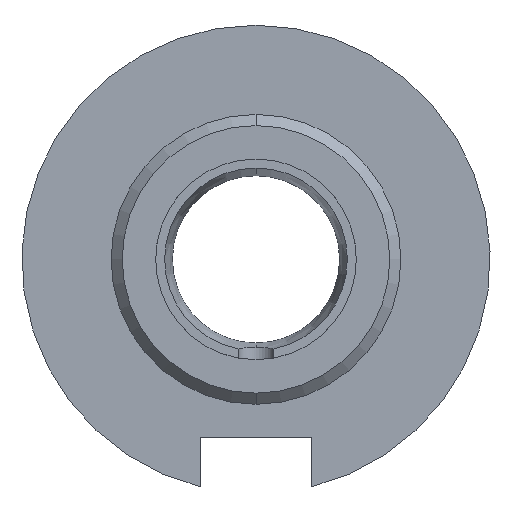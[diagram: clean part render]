
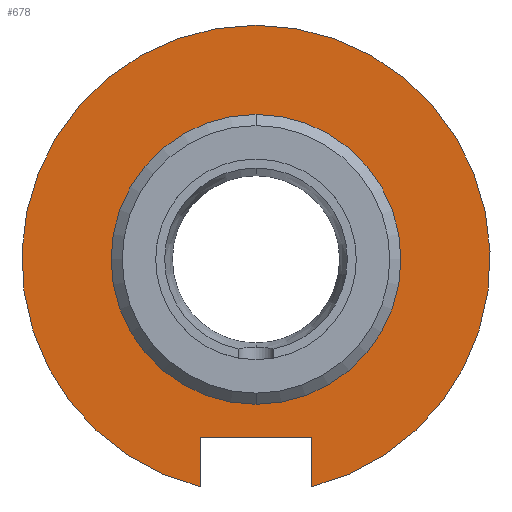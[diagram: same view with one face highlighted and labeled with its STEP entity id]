
A CAD part, front view. The second image highlights one B-rep face of the part: STEP entity #678.
In plain terms, the highlighted planar face has unit normal (0, -1, 0).
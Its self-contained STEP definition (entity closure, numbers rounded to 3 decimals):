
#10 = EDGE_CURVE ( 'NONE', #765, #347, #215, .T. ) ;
#51 = ORIENTED_EDGE ( 'NONE', *, *, #131, .F. ) ;
#65 = AXIS2_PLACEMENT_3D ( 'NONE', #932, #268, #632 ) ;
#76 = LINE ( 'NONE', #508, #704 ) ;
#84 = VERTEX_POINT ( 'NONE', #566 ) ;
#93 = CARTESIAN_POINT ( 'NONE',  ( 0., -1.5, 13. ) ) ;
#128 = AXIS2_PLACEMENT_3D ( 'NONE', #785, #354, #583 ) ;
#131 = EDGE_CURVE ( 'NONE', #333, #84, #812, .T. ) ;
#163 = AXIS2_PLACEMENT_3D ( 'NONE', #322, #460, #385 ) ;
#215 = LINE ( 'NONE', #501, #511 ) ;
#219 = CARTESIAN_POINT ( 'NONE',  ( 5., -1.5, -20.396 ) ) ;
#237 = VERTEX_POINT ( 'NONE', #219 ) ;
#248 = ORIENTED_EDGE ( 'NONE', *, *, #918, .F. ) ;
#255 = FACE_OUTER_BOUND ( 'NONE', #903, .T. ) ;
#257 = CARTESIAN_POINT ( 'NONE',  ( -5., -1.5, -16. ) ) ;
#268 = DIRECTION ( 'NONE',  ( 0., -1., 0. ) ) ;
#312 = ORIENTED_EDGE ( 'NONE', *, *, #318, .T. ) ;
#318 = EDGE_CURVE ( 'NONE', #765, #237, #409, .T. ) ;
#322 = CARTESIAN_POINT ( 'NONE',  ( -13., -1.5, 0. ) ) ;
#333 = VERTEX_POINT ( 'NONE', #93 ) ;
#347 = VERTEX_POINT ( 'NONE', #257 ) ;
#354 = DIRECTION ( 'NONE',  ( 0., -1., 0. ) ) ;
#385 = DIRECTION ( 'NONE',  ( 0., 0., 1. ) ) ;
#399 = EDGE_CURVE ( 'NONE', #237, #892, #636, .T. ) ;
#409 = LINE ( 'NONE', #843, #858 ) ;
#430 = CARTESIAN_POINT ( 'NONE',  ( -5., -1.5, -20.396 ) ) ;
#456 = PLANE ( 'NONE',  #163 ) ;
#460 = DIRECTION ( 'NONE',  ( 0., 1., 0. ) ) ;
#501 = CARTESIAN_POINT ( 'NONE',  ( 5., -1.5, -16. ) ) ;
#508 = CARTESIAN_POINT ( 'NONE',  ( -5., -1.5, -16. ) ) ;
#510 = DIRECTION ( 'NONE',  ( 0., 0., -1. ) ) ;
#511 = VECTOR ( 'NONE', #940, 1000. ) ;
#517 = EDGE_CURVE ( 'NONE', #84, #333, #608, .T. ) ;
#527 = DIRECTION ( 'NONE',  ( 0., 0., -1. ) ) ;
#552 = FACE_BOUND ( 'NONE', #897, .T. ) ;
#566 = CARTESIAN_POINT ( 'NONE',  ( 0., -1.5, -13. ) ) ;
#568 = CARTESIAN_POINT ( 'NONE',  ( 5., -1.5, -16. ) ) ;
#583 = DIRECTION ( 'NONE',  ( 0., 0., -1. ) ) ;
#608 = CIRCLE ( 'NONE', #763, 13. ) ;
#632 = DIRECTION ( 'NONE',  ( 0., 0., -1. ) ) ;
#636 = CIRCLE ( 'NONE', #65, 21. ) ;
#678 = ADVANCED_FACE ( 'NONE', ( #552, #255 ), #456, .F. ) ;
#695 = ORIENTED_EDGE ( 'NONE', *, *, #10, .F. ) ;
#704 = VECTOR ( 'NONE', #510, 1000. ) ;
#752 = ORIENTED_EDGE ( 'NONE', *, *, #517, .F. ) ;
#763 = AXIS2_PLACEMENT_3D ( 'NONE', #899, #890, #527 ) ;
#765 = VERTEX_POINT ( 'NONE', #568 ) ;
#785 = CARTESIAN_POINT ( 'NONE',  ( 0., -1.5, 0. ) ) ;
#812 = CIRCLE ( 'NONE', #128, 13. ) ;
#843 = CARTESIAN_POINT ( 'NONE',  ( 5., -1.5, -16. ) ) ;
#858 = VECTOR ( 'NONE', #911, 1000. ) ;
#890 = DIRECTION ( 'NONE',  ( 0., -1., 0. ) ) ;
#892 = VERTEX_POINT ( 'NONE', #430 ) ;
#897 = EDGE_LOOP ( 'NONE', ( #752, #51 ) ) ;
#899 = CARTESIAN_POINT ( 'NONE',  ( 0., -1.5, 0. ) ) ;
#903 = EDGE_LOOP ( 'NONE', ( #695, #312, #951, #248 ) ) ;
#911 = DIRECTION ( 'NONE',  ( 0., 0., -1. ) ) ;
#918 = EDGE_CURVE ( 'NONE', #347, #892, #76, .T. ) ;
#932 = CARTESIAN_POINT ( 'NONE',  ( 0., -1.5, 0. ) ) ;
#940 = DIRECTION ( 'NONE',  ( -1., 0., 0. ) ) ;
#951 = ORIENTED_EDGE ( 'NONE', *, *, #399, .T. ) ;
